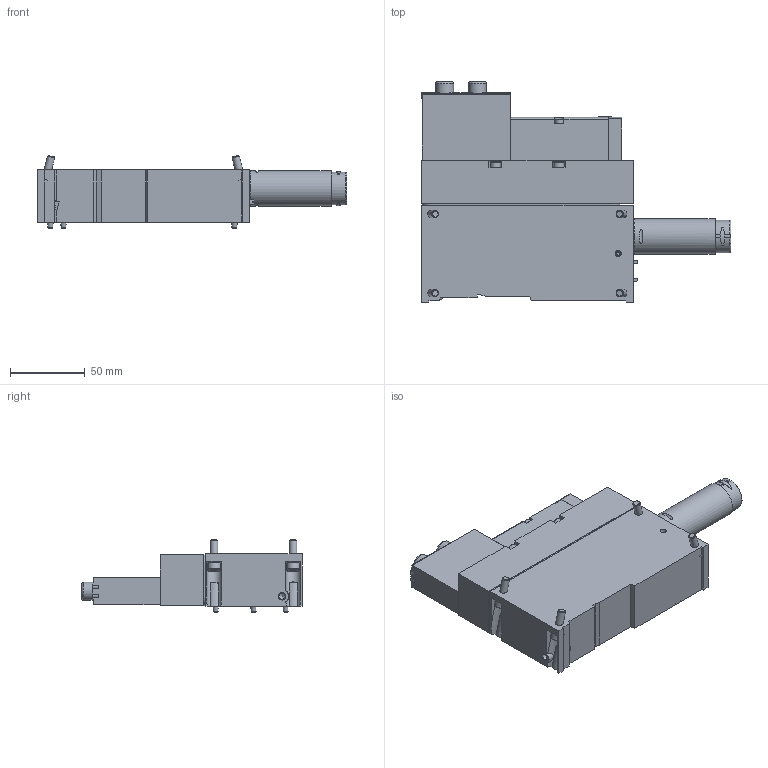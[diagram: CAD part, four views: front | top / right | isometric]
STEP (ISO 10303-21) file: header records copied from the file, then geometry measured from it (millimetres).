
FILE_DESCRIPTION(/* description */ ('STEP AP214'),/* implementation_level */ '2;1');
FILE_NAME(/* name */ '8088781_VABF-S4-2-V2B1-G38-CB-VL-14-AP',/* time_stamp */ '2024-09-15T20:24:32+02:00',/* author */ ('License CC BY-ND 4.0'),/* organization */ ('CADENAS'),/* preprocessor_version */ 'ST-DEVELOPER v19.3',/* originating_system */ 'PARTsolutions',/* authorisation */ ' ');
FILE_SCHEMA (('AUTOMOTIVE_DESIGN {1 0 10303 214 3 1 1}'));
Length unit declared in the file: millimetre
Products named in the file (7): 8088781 VABF-S4-2-V2B1-G38-CB-VL-14-AP---(high); 8088781 VABF-S4-2-V2B1-G38-CB-VL-14-AP---(mechanical highp); DIN-912 - M5x16(F); 8033250 VSVA-B-P53UD-ZD-A2-1T1L---(p); 678626 M3x30; 8068144 OASC-V1-P---(high); 538433 UOM-3/8
Assembly tree (10 placements, depth 2):
  8088781 VABF-S4-2-V2B1-G38-CB-VL-14-AP---(high)
    8088781 VABF-S4-2-V2B1-G38-CB-VL-14-AP---(mechanical highp)
    DIN-912 - M5x16(F)  x4
    8033250 VSVA-B-P53UD-ZD-A2-1T1L---(p)
    678626 M3x30  x2
    8068144 OASC-V1-P---(high)
    538433 UOM-3/8
Bounding box: 207.58 x 147.74 x 48.93 mm (x, y, z)
Volume: 558362.1 mm3; surface area: 81938.2 mm2
Topology: 10 solids, 10 shells, 661 faces, 1583 edges, 1007 vertices
Faces by surface type: plane 377, cylinder 169, cone 96, torus 19
Full cylindrical faces by diameter (mm): 2.459 x2, 2.5 x2, 3 x2, 3.3 x4, 4 x2, 4.134 x5, 5 x4, 5.2 x4, 5.5 x2, 6 x1, 7 x4, 8 x4, 8.3 x1, 8.5 x4, 9.4 x1, 10.5 x1, 10.9 x2, 11.1 x1, 11.5 x1, 12 x2, 12.5 x2, 13.8 x2, 14 x1, 14.5 x1, 14.95 x3, 16.662 x2, 22 x1, 23.8 x1
Entity records: 19871 total; most frequent: CARTESIAN_POINT 3046, DIRECTION 2733, ORIENTED_EDGE 2500, EDGE_CURVE 1250, AXIS2_PLACEMENT_3D 978, VERTEX_POINT 884, LINE 777, VECTOR 777
